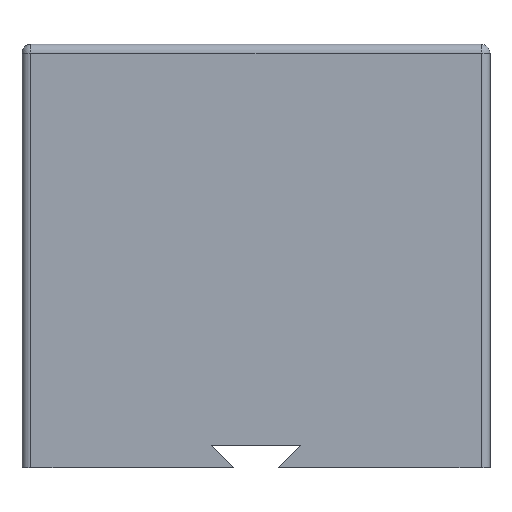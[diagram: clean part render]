
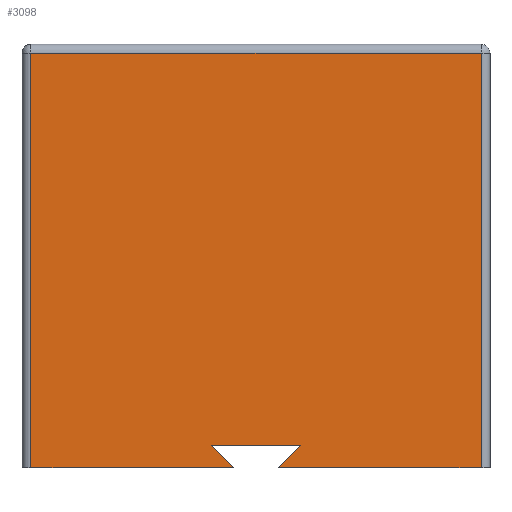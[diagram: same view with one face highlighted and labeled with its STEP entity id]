
A CAD part, front view. The second image highlights one B-rep face of the part: STEP entity #3098.
In plain terms, the highlighted planar face has unit normal (0, -1, 0).
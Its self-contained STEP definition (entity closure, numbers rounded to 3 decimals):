
#170 = CYLINDRICAL_SURFACE('',#171,2.);
#171 = AXIS2_PLACEMENT_3D('',#172,#173,#174);
#172 = CARTESIAN_POINT('',(103.,-58.,93.));
#173 = DIRECTION('',(-1.,0.,0.));
#174 = DIRECTION('',(0.,-1.,0.));
#1206 = PLANE('',#1207);
#1207 = AXIS2_PLACEMENT_3D('',#1208,#1209,#1210);
#1208 = CARTESIAN_POINT('',(0.,0.,0.));
#1209 = DIRECTION('',(0.,0.,1.));
#1210 = DIRECTION('',(1.,0.,0.));
#1432 = VERTEX_POINT('',#1433);
#1433 = CARTESIAN_POINT('',(103.,-60.,93.));
#1462 = VERTEX_POINT('',#1463);
#1463 = CARTESIAN_POINT('',(2.,-60.,93.));
#1485 = EDGE_CURVE('',#1432,#1462,#1486,.T.);
#1486 = SURFACE_CURVE('',#1487,(#1491,#1498),.PCURVE_S1.);
#1487 = LINE('',#1488,#1489);
#1488 = CARTESIAN_POINT('',(103.,-60.,93.));
#1489 = VECTOR('',#1490,1.);
#1490 = DIRECTION('',(-1.,0.,0.));
#1491 = PCURVE('',#170,#1492);
#1492 = DEFINITIONAL_REPRESENTATION('',(#1493),#1497);
#1493 = LINE('',#1494,#1495);
#1494 = CARTESIAN_POINT('',(0.,0.));
#1495 = VECTOR('',#1496,1.);
#1496 = DIRECTION('',(0.,1.));
#1497 = ( GEOMETRIC_REPRESENTATION_CONTEXT(2) 
PARAMETRIC_REPRESENTATION_CONTEXT() REPRESENTATION_CONTEXT('2D SPACE',''
  ) );
#1498 = PCURVE('',#1499,#1504);
#1499 = PLANE('',#1500);
#1500 = AXIS2_PLACEMENT_3D('',#1501,#1502,#1503);
#1501 = CARTESIAN_POINT('',(52.5,-60.,47.5));
#1502 = DIRECTION('',(0.,1.,0.));
#1503 = DIRECTION('',(0.,0.,1.));
#1504 = DEFINITIONAL_REPRESENTATION('',(#1505),#1509);
#1505 = LINE('',#1506,#1507);
#1506 = CARTESIAN_POINT('',(45.5,50.5));
#1507 = VECTOR('',#1508,1.);
#1508 = DIRECTION('',(-0.,-1.));
#1509 = ( GEOMETRIC_REPRESENTATION_CONTEXT(2) 
PARAMETRIC_REPRESENTATION_CONTEXT() REPRESENTATION_CONTEXT('2D SPACE',''
  ) );
#2713 = PLANE('',#2714);
#2714 = AXIS2_PLACEMENT_3D('',#2715,#2716,#2717);
#2715 = CARTESIAN_POINT('',(0.,0.,0.));
#2716 = DIRECTION('',(0.,0.,1.));
#2717 = DIRECTION('',(1.,0.,0.));
#2741 = PLANE('',#2742);
#2742 = AXIS2_PLACEMENT_3D('',#2743,#2744,#2745);
#2743 = CARTESIAN_POINT('',(57.5,-60.,0.));
#2744 = DIRECTION('',(0.707,0.,-0.707
    ));
#2745 = DIRECTION('',(0.707,0.,0.707)
  );
#2769 = PLANE('',#2770);
#2770 = AXIS2_PLACEMENT_3D('',#2771,#2772,#2773);
#2771 = CARTESIAN_POINT('',(62.5,-60.,5.));
#2772 = DIRECTION('',(0.,0.,1.));
#2773 = DIRECTION('',(-1.,0.,0.));
#2795 = PLANE('',#2796);
#2796 = AXIS2_PLACEMENT_3D('',#2797,#2798,#2799);
#2797 = CARTESIAN_POINT('',(42.5,-60.,5.));
#2798 = DIRECTION('',(-0.707,0.,
    -0.707));
#2799 = DIRECTION('',(0.707,0.,-0.707
    ));
#2937 = VERTEX_POINT('',#2938);
#2938 = CARTESIAN_POINT('',(2.,-60.,0.));
#2957 = CYLINDRICAL_SURFACE('',#2958,2.);
#2958 = AXIS2_PLACEMENT_3D('',#2959,#2960,#2961);
#2959 = CARTESIAN_POINT('',(2.,-58.,93.));
#2960 = DIRECTION('',(0.,0.,-1.));
#2961 = DIRECTION('',(0.,-1.,0.));
#2969 = EDGE_CURVE('',#2937,#2970,#2972,.T.);
#2970 = VERTEX_POINT('',#2971);
#2971 = CARTESIAN_POINT('',(47.5,-60.,0.));
#2972 = SURFACE_CURVE('',#2973,(#2977,#2984),.PCURVE_S1.);
#2973 = LINE('',#2974,#2975);
#2974 = CARTESIAN_POINT('',(0.,-60.,0.));
#2975 = VECTOR('',#2976,1.);
#2976 = DIRECTION('',(1.,0.,0.));
#2977 = PCURVE('',#1206,#2978);
#2978 = DEFINITIONAL_REPRESENTATION('',(#2979),#2983);
#2979 = LINE('',#2980,#2981);
#2980 = CARTESIAN_POINT('',(0.,-60.));
#2981 = VECTOR('',#2982,1.);
#2982 = DIRECTION('',(1.,0.));
#2983 = ( GEOMETRIC_REPRESENTATION_CONTEXT(2) 
PARAMETRIC_REPRESENTATION_CONTEXT() REPRESENTATION_CONTEXT('2D SPACE',''
  ) );
#2984 = PCURVE('',#1499,#2985);
#2985 = DEFINITIONAL_REPRESENTATION('',(#2986),#2990);
#2986 = LINE('',#2987,#2988);
#2987 = CARTESIAN_POINT('',(-47.5,-52.5));
#2988 = VECTOR('',#2989,1.);
#2989 = DIRECTION('',(0.,1.));
#2990 = ( GEOMETRIC_REPRESENTATION_CONTEXT(2) 
PARAMETRIC_REPRESENTATION_CONTEXT() REPRESENTATION_CONTEXT('2D SPACE',''
  ) );
#3085 = CYLINDRICAL_SURFACE('',#3086,2.);
#3086 = AXIS2_PLACEMENT_3D('',#3087,#3088,#3089);
#3087 = CARTESIAN_POINT('',(103.,-58.,0.));
#3088 = DIRECTION('',(0.,0.,1.));
#3089 = DIRECTION('',(0.,-1.,0.));
#3098 = ADVANCED_FACE('',(#3099),#1499,.F.);
#3099 = FACE_BOUND('',#3100,.F.);
#3100 = EDGE_LOOP('',(#3101,#3102,#3123,#3124,#3147,#3170,#3193,#3216));
#3101 = ORIENTED_EDGE('',*,*,#2969,.F.);
#3102 = ORIENTED_EDGE('',*,*,#3103,.F.);
#3103 = EDGE_CURVE('',#1462,#2937,#3104,.T.);
#3104 = SURFACE_CURVE('',#3105,(#3109,#3116),.PCURVE_S1.);
#3105 = LINE('',#3106,#3107);
#3106 = CARTESIAN_POINT('',(2.,-60.,93.));
#3107 = VECTOR('',#3108,1.);
#3108 = DIRECTION('',(0.,0.,-1.));
#3109 = PCURVE('',#1499,#3110);
#3110 = DEFINITIONAL_REPRESENTATION('',(#3111),#3115);
#3111 = LINE('',#3112,#3113);
#3112 = CARTESIAN_POINT('',(45.5,-50.5));
#3113 = VECTOR('',#3114,1.);
#3114 = DIRECTION('',(-1.,0.));
#3115 = ( GEOMETRIC_REPRESENTATION_CONTEXT(2) 
PARAMETRIC_REPRESENTATION_CONTEXT() REPRESENTATION_CONTEXT('2D SPACE',''
  ) );
#3116 = PCURVE('',#2957,#3117);
#3117 = DEFINITIONAL_REPRESENTATION('',(#3118),#3122);
#3118 = LINE('',#3119,#3120);
#3119 = CARTESIAN_POINT('',(0.,0.));
#3120 = VECTOR('',#3121,1.);
#3121 = DIRECTION('',(0.,1.));
#3122 = ( GEOMETRIC_REPRESENTATION_CONTEXT(2) 
PARAMETRIC_REPRESENTATION_CONTEXT() REPRESENTATION_CONTEXT('2D SPACE',''
  ) );
#3123 = ORIENTED_EDGE('',*,*,#1485,.F.);
#3124 = ORIENTED_EDGE('',*,*,#3125,.F.);
#3125 = EDGE_CURVE('',#3126,#1432,#3128,.T.);
#3126 = VERTEX_POINT('',#3127);
#3127 = CARTESIAN_POINT('',(103.,-60.,0.));
#3128 = SURFACE_CURVE('',#3129,(#3133,#3140),.PCURVE_S1.);
#3129 = LINE('',#3130,#3131);
#3130 = CARTESIAN_POINT('',(103.,-60.,0.));
#3131 = VECTOR('',#3132,1.);
#3132 = DIRECTION('',(0.,0.,1.));
#3133 = PCURVE('',#1499,#3134);
#3134 = DEFINITIONAL_REPRESENTATION('',(#3135),#3139);
#3135 = LINE('',#3136,#3137);
#3136 = CARTESIAN_POINT('',(-47.5,50.5));
#3137 = VECTOR('',#3138,1.);
#3138 = DIRECTION('',(1.,0.));
#3139 = ( GEOMETRIC_REPRESENTATION_CONTEXT(2) 
PARAMETRIC_REPRESENTATION_CONTEXT() REPRESENTATION_CONTEXT('2D SPACE',''
  ) );
#3140 = PCURVE('',#3085,#3141);
#3141 = DEFINITIONAL_REPRESENTATION('',(#3142),#3146);
#3142 = LINE('',#3143,#3144);
#3143 = CARTESIAN_POINT('',(0.,0.));
#3144 = VECTOR('',#3145,1.);
#3145 = DIRECTION('',(0.,1.));
#3146 = ( GEOMETRIC_REPRESENTATION_CONTEXT(2) 
PARAMETRIC_REPRESENTATION_CONTEXT() REPRESENTATION_CONTEXT('2D SPACE',''
  ) );
#3147 = ORIENTED_EDGE('',*,*,#3148,.F.);
#3148 = EDGE_CURVE('',#3149,#3126,#3151,.T.);
#3149 = VERTEX_POINT('',#3150);
#3150 = CARTESIAN_POINT('',(57.5,-60.,0.));
#3151 = SURFACE_CURVE('',#3152,(#3156,#3163),.PCURVE_S1.);
#3152 = LINE('',#3153,#3154);
#3153 = CARTESIAN_POINT('',(0.,-60.,0.));
#3154 = VECTOR('',#3155,1.);
#3155 = DIRECTION('',(1.,0.,0.));
#3156 = PCURVE('',#1499,#3157);
#3157 = DEFINITIONAL_REPRESENTATION('',(#3158),#3162);
#3158 = LINE('',#3159,#3160);
#3159 = CARTESIAN_POINT('',(-47.5,-52.5));
#3160 = VECTOR('',#3161,1.);
#3161 = DIRECTION('',(0.,1.));
#3162 = ( GEOMETRIC_REPRESENTATION_CONTEXT(2) 
PARAMETRIC_REPRESENTATION_CONTEXT() REPRESENTATION_CONTEXT('2D SPACE',''
  ) );
#3163 = PCURVE('',#2713,#3164);
#3164 = DEFINITIONAL_REPRESENTATION('',(#3165),#3169);
#3165 = LINE('',#3166,#3167);
#3166 = CARTESIAN_POINT('',(0.,-60.));
#3167 = VECTOR('',#3168,1.);
#3168 = DIRECTION('',(1.,0.));
#3169 = ( GEOMETRIC_REPRESENTATION_CONTEXT(2) 
PARAMETRIC_REPRESENTATION_CONTEXT() REPRESENTATION_CONTEXT('2D SPACE',''
  ) );
#3170 = ORIENTED_EDGE('',*,*,#3171,.T.);
#3171 = EDGE_CURVE('',#3149,#3172,#3174,.T.);
#3172 = VERTEX_POINT('',#3173);
#3173 = CARTESIAN_POINT('',(62.5,-60.,5.));
#3174 = SURFACE_CURVE('',#3175,(#3179,#3186),.PCURVE_S1.);
#3175 = LINE('',#3176,#3177);
#3176 = CARTESIAN_POINT('',(57.5,-60.,0.));
#3177 = VECTOR('',#3178,1.);
#3178 = DIRECTION('',(0.707,0.,0.707)
  );
#3179 = PCURVE('',#1499,#3180);
#3180 = DEFINITIONAL_REPRESENTATION('',(#3181),#3185);
#3181 = LINE('',#3182,#3183);
#3182 = CARTESIAN_POINT('',(-47.5,5.));
#3183 = VECTOR('',#3184,1.);
#3184 = DIRECTION('',(0.707,0.707));
#3185 = ( GEOMETRIC_REPRESENTATION_CONTEXT(2) 
PARAMETRIC_REPRESENTATION_CONTEXT() REPRESENTATION_CONTEXT('2D SPACE',''
  ) );
#3186 = PCURVE('',#2741,#3187);
#3187 = DEFINITIONAL_REPRESENTATION('',(#3188),#3192);
#3188 = LINE('',#3189,#3190);
#3189 = CARTESIAN_POINT('',(0.,0.));
#3190 = VECTOR('',#3191,1.);
#3191 = DIRECTION('',(1.,0.));
#3192 = ( GEOMETRIC_REPRESENTATION_CONTEXT(2) 
PARAMETRIC_REPRESENTATION_CONTEXT() REPRESENTATION_CONTEXT('2D SPACE',''
  ) );
#3193 = ORIENTED_EDGE('',*,*,#3194,.T.);
#3194 = EDGE_CURVE('',#3172,#3195,#3197,.T.);
#3195 = VERTEX_POINT('',#3196);
#3196 = CARTESIAN_POINT('',(42.5,-60.,5.));
#3197 = SURFACE_CURVE('',#3198,(#3202,#3209),.PCURVE_S1.);
#3198 = LINE('',#3199,#3200);
#3199 = CARTESIAN_POINT('',(62.5,-60.,5.));
#3200 = VECTOR('',#3201,1.);
#3201 = DIRECTION('',(-1.,0.,0.));
#3202 = PCURVE('',#1499,#3203);
#3203 = DEFINITIONAL_REPRESENTATION('',(#3204),#3208);
#3204 = LINE('',#3205,#3206);
#3205 = CARTESIAN_POINT('',(-42.5,10.));
#3206 = VECTOR('',#3207,1.);
#3207 = DIRECTION('',(-0.,-1.));
#3208 = ( GEOMETRIC_REPRESENTATION_CONTEXT(2) 
PARAMETRIC_REPRESENTATION_CONTEXT() REPRESENTATION_CONTEXT('2D SPACE',''
  ) );
#3209 = PCURVE('',#2769,#3210);
#3210 = DEFINITIONAL_REPRESENTATION('',(#3211),#3215);
#3211 = LINE('',#3212,#3213);
#3212 = CARTESIAN_POINT('',(0.,0.));
#3213 = VECTOR('',#3214,1.);
#3214 = DIRECTION('',(1.,0.));
#3215 = ( GEOMETRIC_REPRESENTATION_CONTEXT(2) 
PARAMETRIC_REPRESENTATION_CONTEXT() REPRESENTATION_CONTEXT('2D SPACE',''
  ) );
#3216 = ORIENTED_EDGE('',*,*,#3217,.T.);
#3217 = EDGE_CURVE('',#3195,#2970,#3218,.T.);
#3218 = SURFACE_CURVE('',#3219,(#3223,#3230),.PCURVE_S1.);
#3219 = LINE('',#3220,#3221);
#3220 = CARTESIAN_POINT('',(42.5,-60.,5.));
#3221 = VECTOR('',#3222,1.);
#3222 = DIRECTION('',(0.707,0.,-0.707
    ));
#3223 = PCURVE('',#1499,#3224);
#3224 = DEFINITIONAL_REPRESENTATION('',(#3225),#3229);
#3225 = LINE('',#3226,#3227);
#3226 = CARTESIAN_POINT('',(-42.5,-10.));
#3227 = VECTOR('',#3228,1.);
#3228 = DIRECTION('',(-0.707,0.707));
#3229 = ( GEOMETRIC_REPRESENTATION_CONTEXT(2) 
PARAMETRIC_REPRESENTATION_CONTEXT() REPRESENTATION_CONTEXT('2D SPACE',''
  ) );
#3230 = PCURVE('',#2795,#3231);
#3231 = DEFINITIONAL_REPRESENTATION('',(#3232),#3236);
#3232 = LINE('',#3233,#3234);
#3233 = CARTESIAN_POINT('',(0.,0.));
#3234 = VECTOR('',#3235,1.);
#3235 = DIRECTION('',(1.,0.));
#3236 = ( GEOMETRIC_REPRESENTATION_CONTEXT(2) 
PARAMETRIC_REPRESENTATION_CONTEXT() REPRESENTATION_CONTEXT('2D SPACE',''
  ) );
